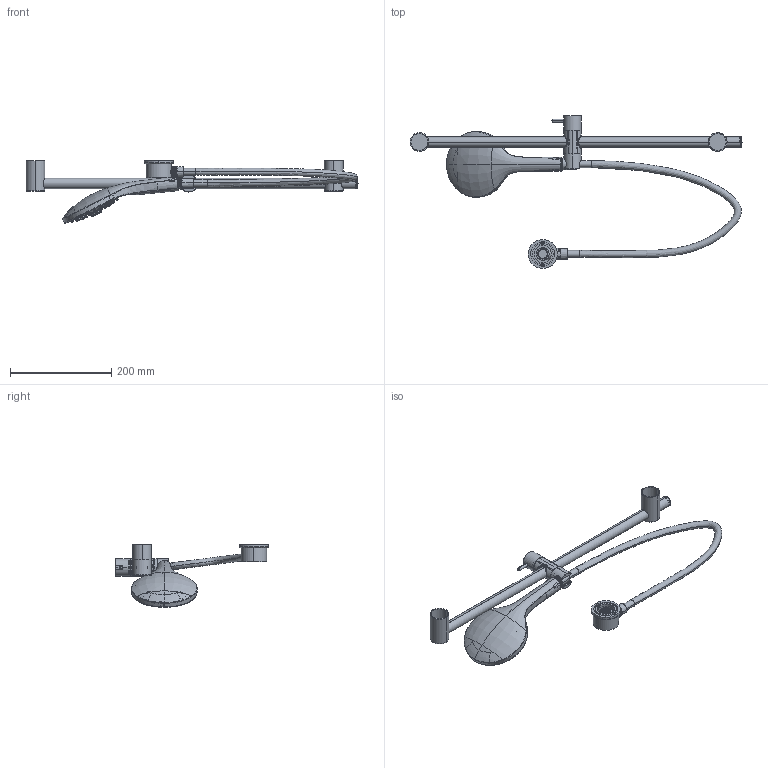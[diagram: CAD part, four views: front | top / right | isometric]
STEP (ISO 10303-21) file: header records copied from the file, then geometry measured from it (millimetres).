
FILE_DESCRIPTION((''),'2;1');
FILE_NAME('POSH-007_ASM','2017-12-18T',('solexrd039'),(''),'PRO/ENGINEER BY PARAMETRIC TECHNOLOGY CORPORATION, 2010280','PRO/ENGINEER BY PARAMETRIC TECHNOLOGY CORPORATION, 2010280','');
FILE_SCHEMA(('CONFIG_CONTROL_DESIGN'));
Length unit declared in the file: millimetre
Products named in the file (42): T30020-041_1; M20010-018_1; M20010-017_1; T30020_ASM_1_ASM; 82T30020-001-CA18_ASM; M50360-001_3; M50353-30_1; M50353-032_1; M50311-001_1; M50353-029_1; M50311-009_1; M50353-031_1; M50353-016_1; M50353-028_ASM_1_ASM; M50330-013_2; 32M50320-004-CA1_3; 32M50320-011-CA1_3; 81M50361-000-011_ASM_7_ASM; 81M50361-000-011_ASM; PRT00PP; P80600-001_1; P80600-007_1; P80600-006_1; P80600-008_ASM_1_ASM; P80600-003_1; P80600-002_ASM_1_ASM; P80600-004_2; P80600-005_1; P80600-018_1; 40000329_1; P80600-019_1; 40001125_1; P80600-005_ASM_1_ASM; MANIFOLD_SOLID_BREP_328440; MANIFOLD_SOLID_BREP_328621; MANIFOLD_SOLID_BREP_328802; MANIFOLD_SOLID_BREP_328983; MANIFOLD_SOLID_BREP_329164; P80600-002_1_ASM; P80600_ASM_2_ASM ...
Assembly tree (42 placements, depth 6):
  POSH-007_ASM
    82T30020-001-CA18_ASM
      T30020_ASM_1_ASM
        T30020-041_1
        M20010-018_1
        M20010-017_1
    81M50361-000-011_ASM
      81M50361-000-011_ASM_7_ASM
        M50360-001_3
        M50353-028_ASM_1_ASM
          M50353-30_1
          M50353-032_1
          M50311-001_1
          M50353-029_1
          M50311-009_1
          M50353-031_1  x2
          M50353-016_1
        M50330-013_2
        32M50320-004-CA1_3
        32M50320-011-CA1_3
    PRT00PP
    81P80600-000-001_ASM
      P80600_ASM_2_ASM
        P80600-001_1
        P80600-002_ASM_1_ASM
          P80600-008_ASM_1_ASM
            P80600-007_1
            P80600-006_1
          P80600-003_1
        P80600-004_2
        P80600-005_ASM_1_ASM
          P80600-005_1
          P80600-018_1
          40000329_1
          P80600-019_1
          40001125_1
        P80600-002_1_ASM
          MANIFOLD_SOLID_BREP_328440
          MANIFOLD_SOLID_BREP_328621
          MANIFOLD_SOLID_BREP_328802
          MANIFOLD_SOLID_BREP_328983
          MANIFOLD_SOLID_BREP_329164
Bounding box: 656.62 x 302.44 x 123.92 mm (x, y, z)
Volume: 374090.6 mm3; surface area: 295646.8 mm2
Topology: 28 solids, 28 shells, 3183 faces, 8767 edges, 5696 vertices
Faces by surface type: cylinder 778, plane 773, bspline 750, cone 458, torus 323, sphere 91, extrusion 10
Entity records: 172084 total; most frequent: CARTESIAN_POINT 98552, ORIENTED_EDGE 17148, DIRECTION 12720, EDGE_CURVE 8574, VERTEX_POINT 5611, AXIS2_PLACEMENT_3D 5179, B_SPLINE_CURVE_WITH_KNOTS 3555, EDGE_LOOP 3429
